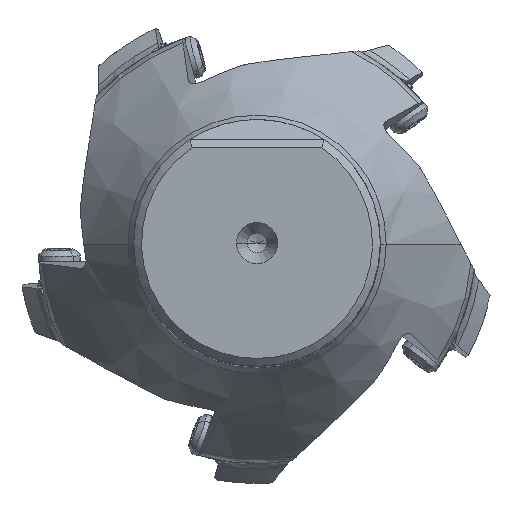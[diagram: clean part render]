
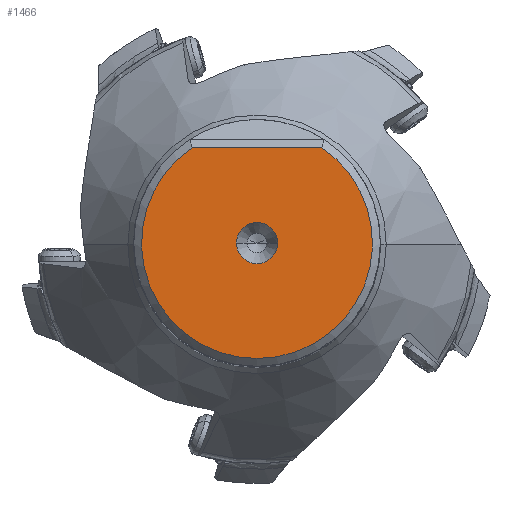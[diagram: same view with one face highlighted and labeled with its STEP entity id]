
A CAD part, top view. The second image highlights one B-rep face of the part: STEP entity #1466.
In plain terms, the highlighted planar face has unit normal (0, 0, 1).
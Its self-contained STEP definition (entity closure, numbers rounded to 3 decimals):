
#1466=ADVANCED_FACE('',(#1745,#1746),#1691,.T.);
#1691=PLANE('',#8828);
#1745=FACE_BOUND('',#2021,.T.);
#1746=FACE_BOUND('',#2022,.T.);
#2021=EDGE_LOOP('',(#4870,#4871,#4872));
#2022=EDGE_LOOP('',(#4873,#4874));
#2508=CIRCLE('',#8822,14.84);
#2509=CIRCLE('',#8823,14.84);
#2510=CIRCLE('',#8826,2.65);
#2511=CIRCLE('',#8827,2.65);
#2874=LINE('',#16807,#3156);
#3156=VECTOR('',#10678,1.);
#4870=ORIENTED_EDGE('',*,*,#7524,.T.);
#4871=ORIENTED_EDGE('',*,*,#7522,.F.);
#4872=ORIENTED_EDGE('',*,*,#7521,.F.);
#4873=ORIENTED_EDGE('',*,*,#7525,.F.);
#4874=ORIENTED_EDGE('',*,*,#7526,.F.);
#6405=VERTEX_POINT('',#16795);
#6406=VERTEX_POINT('',#16797);
#6407=VERTEX_POINT('',#16799);
#6408=VERTEX_POINT('',#16810);
#6409=VERTEX_POINT('',#16811);
#7521=EDGE_CURVE('',#6405,#6406,#2508,.T.);
#7522=EDGE_CURVE('',#6406,#6407,#2509,.T.);
#7524=EDGE_CURVE('',#6405,#6407,#2874,.T.);
#7525=EDGE_CURVE('',#6408,#6409,#2510,.T.);
#7526=EDGE_CURVE('',#6409,#6408,#2511,.T.);
#8822=AXIS2_PLACEMENT_3D('',#16796,#10672,#10673);
#8823=AXIS2_PLACEMENT_3D('',#16798,#10674,#10675);
#8826=AXIS2_PLACEMENT_3D('',#16809,#10681,#10682);
#8827=AXIS2_PLACEMENT_3D('',#16812,#10683,#10684);
#8828=AXIS2_PLACEMENT_3D('',#16813,#10685,#10686);
#10672=DIRECTION('',(0.,0.,-1.));
#10673=DIRECTION('',(0.561,0.828,0.));
#10674=DIRECTION('',(0.,0.,-1.));
#10675=DIRECTION('',(0.,-1.,0.));
#10678=DIRECTION('',(-1.,0.,0.));
#10681=DIRECTION('',(0.,0.,1.));
#10682=DIRECTION('',(-1.,0.,0.));
#10683=DIRECTION('',(0.,0.,1.));
#10684=DIRECTION('',(1.,0.,0.));
#10685=DIRECTION('',(0.,0.,1.));
#10686=DIRECTION('',(-1.,0.,0.));
#16795=CARTESIAN_POINT('',(8.325,12.285,0.));
#16796=CARTESIAN_POINT('',(0.,0.,0.));
#16797=CARTESIAN_POINT('',(0.,-14.84,0.));
#16798=CARTESIAN_POINT('',(0.,0.,0.));
#16799=CARTESIAN_POINT('',(-8.325,12.285,0.));
#16807=CARTESIAN_POINT('',(8.325,12.285,0.));
#16809=CARTESIAN_POINT('',(0.,0.,0.));
#16810=CARTESIAN_POINT('',(-2.65,0.,0.));
#16811=CARTESIAN_POINT('',(2.65,0.,0.));
#16812=CARTESIAN_POINT('',(0.,0.,0.));
#16813=CARTESIAN_POINT('',(0.,-1.277,0.));
